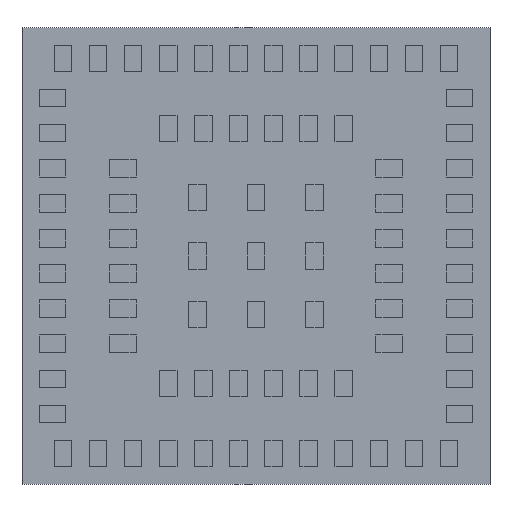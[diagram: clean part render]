
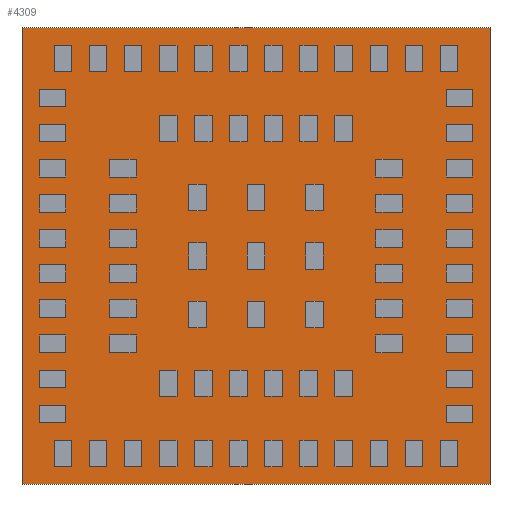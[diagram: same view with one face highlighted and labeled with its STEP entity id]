
A CAD part, front view. The second image highlights one B-rep face of the part: STEP entity #4309.
In plain terms, the highlighted planar face has unit normal (0, -1, 0).
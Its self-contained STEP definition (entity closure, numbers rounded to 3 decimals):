
#167 = CARTESIAN_POINT ( 'NONE',  ( 4., 0.07, 3.9 ) ) ;
#325 = VERTEX_POINT ( 'NONE', #167 ) ;
#369 = CARTESIAN_POINT ( 'NONE',  ( -4., 0.07, 3.9 ) ) ;
#1840 = CARTESIAN_POINT ( 'NONE',  ( -4., 0.07, 3.9 ) ) ;
#1992 = VECTOR ( 'NONE', #5583, 1000. ) ;
#2273 = DIRECTION ( 'NONE',  ( 0., -1., 0. ) ) ;
#2308 = VERTEX_POINT ( 'NONE', #8964 ) ;
#2352 = CARTESIAN_POINT ( 'NONE',  ( -4., 0.07, -3.9 ) ) ;
#2609 = VERTEX_POINT ( 'NONE', #12844 ) ;
#2743 = CARTESIAN_POINT ( 'NONE',  ( 4., 0.07, 3.9 ) ) ;
#3311 = EDGE_CURVE ( 'NONE', #2609, #2308, #11528, .T. ) ;
#3535 = VECTOR ( 'NONE', #10196, 1000. ) ;
#3821 = EDGE_CURVE ( 'NONE', #2308, #325, #9376, .T. ) ;
#3875 = EDGE_CURVE ( 'NONE', #325, #5998, #11715, .T. ) ;
#3965 = LINE ( 'NONE', #1840, #3535 ) ;
#4051 = ORIENTED_EDGE ( 'NONE', *, *, #6800, .T. ) ;
#4309 = ADVANCED_FACE ( 'NONE', ( #12436 ), #10483, .T. ) ;
#5583 = DIRECTION ( 'NONE',  ( -1., 0., 0. ) ) ;
#5998 = VERTEX_POINT ( 'NONE', #369 ) ;
#6041 = VECTOR ( 'NONE', #9570, 1000. ) ;
#6346 = DIRECTION ( 'NONE',  ( 0., 0., -1. ) ) ;
#6414 = CARTESIAN_POINT ( 'NONE',  ( 4., 0.07, -3.9 ) ) ;
#6417 = ORIENTED_EDGE ( 'NONE', *, *, #3875, .T. ) ;
#6800 = EDGE_CURVE ( 'NONE', #5998, #2609, #3965, .T. ) ;
#7345 = CARTESIAN_POINT ( 'NONE',  ( 0., 0.07, 0. ) ) ;
#8964 = CARTESIAN_POINT ( 'NONE',  ( 4., 0.07, -3.9 ) ) ;
#9241 = VECTOR ( 'NONE', #9526, 1000. ) ;
#9376 = LINE ( 'NONE', #6414, #6041 ) ;
#9526 = DIRECTION ( 'NONE',  ( 1., 0., 0. ) ) ;
#9570 = DIRECTION ( 'NONE',  ( 0., 0., 1. ) ) ;
#10196 = DIRECTION ( 'NONE',  ( 0., 0., -1. ) ) ;
#10211 = ORIENTED_EDGE ( 'NONE', *, *, #3311, .T. ) ;
#10483 = PLANE ( 'NONE',  #10552 ) ;
#10552 = AXIS2_PLACEMENT_3D ( 'NONE', #7345, #2273, #6346 ) ;
#10800 = ORIENTED_EDGE ( 'NONE', *, *, #3821, .T. ) ;
#11451 = EDGE_LOOP ( 'NONE', ( #10211, #10800, #6417, #4051 ) ) ;
#11528 = LINE ( 'NONE', #2352, #9241 ) ;
#11715 = LINE ( 'NONE', #2743, #1992 ) ;
#12436 = FACE_OUTER_BOUND ( 'NONE', #11451, .T. ) ;
#12844 = CARTESIAN_POINT ( 'NONE',  ( -4., 0.07, -3.9 ) ) ;
